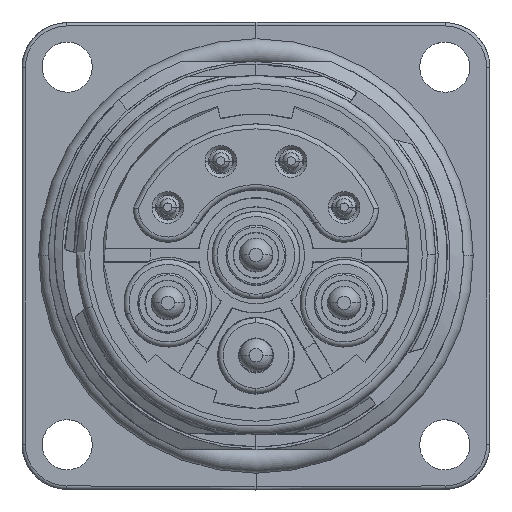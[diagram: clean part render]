
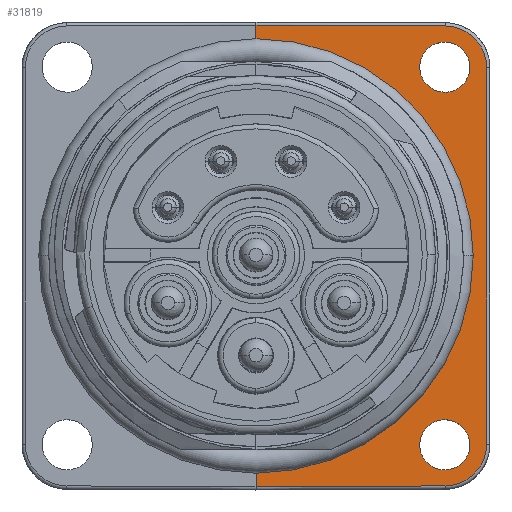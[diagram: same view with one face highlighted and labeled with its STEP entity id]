
A CAD part, top view. The second image highlights one B-rep face of the part: STEP entity #31819.
In plain terms, the highlighted planar face has unit normal (0.004, 0, 1).
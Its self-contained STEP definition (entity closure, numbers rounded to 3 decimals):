
#10648=CARTESIAN_POINT('',(0.,11.8,
16.8));
#10722=DIRECTION('',(-1.,-0.003,0.003));
#10723=VECTOR('',#10722,11.309);
#10724=CARTESIAN_POINT('',(11.309,-13.761,
16.761));
#10725=LINE('',#10724,#10723);
#10726=DIRECTION('',(0.,1.,0.));
#10727=VECTOR('',#10726,2.);
#10728=CARTESIAN_POINT('',(0.,-13.8,
16.8));
#10729=LINE('',#10728,#10727);
#10730=CARTESIAN_POINT('',(0.,-11.8,
16.8));
#10731=CARTESIAN_POINT('',(1.543,-11.8,
16.795));
#10732=CARTESIAN_POINT('',(4.634,-11.185,
16.784));
#10733=CARTESIAN_POINT('',(8.56,-8.561,
16.77));
#10734=CARTESIAN_POINT('',(11.185,-4.633,
16.761));
#10735=CARTESIAN_POINT('',(12.107,0.,
16.758));
#10736=CARTESIAN_POINT('',(11.185,4.633,16.761));
#10737=CARTESIAN_POINT('',(8.56,8.561,16.77));
#10738=CARTESIAN_POINT('',(4.633,11.185,16.784));
#10739=CARTESIAN_POINT('',(1.543,11.8,16.795));
#10740=CARTESIAN_POINT('',(0.,11.8,
16.8));
#10742=DIRECTION('',(0.,1.,0.));
#10743=VECTOR('',#10742,2.);
#10744=CARTESIAN_POINT('',(0.,11.8,
16.8));
#10745=LINE('',#10744,#10743);
#10746=DIRECTION('',(1.,-0.003,-0.003));
#10747=VECTOR('',#10746,11.31);
#10748=CARTESIAN_POINT('',(0.,13.8,
16.8));
#10749=LINE('',#10748,#10747);
#10750=CARTESIAN_POINT('',(11.301,11.261,16.761));
#10751=DIRECTION('',(-0.003,0.,-1.));
#10752=DIRECTION('',(0.004,1.,0.));
#10753=AXIS2_PLACEMENT_3D('',#10750,#10751,#10752);
#10755=CARTESIAN_POINT('',(11.301,-11.261,
16.761));
#10756=DIRECTION('',(-0.003,0.,-1.));
#10757=DIRECTION('',(1.,0.,-0.003));
#10758=AXIS2_PLACEMENT_3D('',#10755,#10756,#10757);
#11114=DIRECTION('',(0.,1.,0.));
#11115=VECTOR('',#11114,22.521);
#11116=CARTESIAN_POINT('',(13.801,-11.261,
16.752));
#11117=LINE('',#11116,#11115);
#14397=CARTESIAN_POINT('',(11.3,-12.8,16.761));
#14398=CARTESIAN_POINT('',(11.123,-12.8,16.761));
#14399=CARTESIAN_POINT('',(10.741,-12.736,
16.763));
#14400=CARTESIAN_POINT('',(10.208,-12.393,
16.764));
#14401=CARTESIAN_POINT('',(9.864,-11.855,
16.766));
#14402=CARTESIAN_POINT('',(9.768,-11.3,16.766));
#14403=CARTESIAN_POINT('',(9.864,-10.745,
16.766));
#14404=CARTESIAN_POINT('',(10.208,-10.207,
16.764));
#14405=CARTESIAN_POINT('',(10.741,-9.864,
16.763));
#14406=CARTESIAN_POINT('',(11.123,-9.8,16.761));
#14407=CARTESIAN_POINT('',(11.3,-9.8,16.761));
#14413=CARTESIAN_POINT('',(11.3,-9.8,16.761));
#14414=CARTESIAN_POINT('',(11.477,-9.8,16.76));
#14415=CARTESIAN_POINT('',(11.859,-9.864,
16.759));
#14416=CARTESIAN_POINT('',(12.392,-10.207,
16.757));
#14417=CARTESIAN_POINT('',(12.736,-10.745,16.756));
#14418=CARTESIAN_POINT('',(12.832,-11.3,16.755));
#14419=CARTESIAN_POINT('',(12.736,-11.855,16.756));
#14420=CARTESIAN_POINT('',(12.392,-12.393,
16.757));
#14421=CARTESIAN_POINT('',(11.859,-12.736,
16.759));
#14422=CARTESIAN_POINT('',(11.477,-12.8,16.76));
#14423=CARTESIAN_POINT('',(11.3,-12.8,16.761));
#14429=CARTESIAN_POINT('',(11.3,9.8,16.761));
#14430=CARTESIAN_POINT('',(11.123,9.8,16.761));
#14431=CARTESIAN_POINT('',(10.741,9.864,16.763));
#14432=CARTESIAN_POINT('',(10.208,10.207,16.764));
#14433=CARTESIAN_POINT('',(9.864,10.745,16.766));
#14434=CARTESIAN_POINT('',(9.768,11.3,16.766));
#14435=CARTESIAN_POINT('',(9.864,11.855,16.766));
#14436=CARTESIAN_POINT('',(10.208,12.393,16.764));
#14437=CARTESIAN_POINT('',(10.741,12.736,16.763));
#14438=CARTESIAN_POINT('',(11.123,12.8,16.761));
#14439=CARTESIAN_POINT('',(11.3,12.8,16.761));
#14445=CARTESIAN_POINT('',(11.3,12.8,16.761));
#14446=CARTESIAN_POINT('',(11.477,12.8,16.76));
#14447=CARTESIAN_POINT('',(11.859,12.736,16.759));
#14448=CARTESIAN_POINT('',(12.392,12.393,16.757));
#14449=CARTESIAN_POINT('',(12.736,11.855,16.756));
#14450=CARTESIAN_POINT('',(12.832,11.3,16.755));
#14451=CARTESIAN_POINT('',(12.736,10.745,16.756));
#14452=CARTESIAN_POINT('',(12.392,10.207,16.757));
#14453=CARTESIAN_POINT('',(11.859,9.864,16.759));
#14454=CARTESIAN_POINT('',(11.477,9.8,16.76));
#14455=CARTESIAN_POINT('',(11.3,9.8,16.761));
#16724=VERTEX_POINT('',#10648);
#16725=VERTEX_POINT('',#10730);
#16730=CARTESIAN_POINT('',(0.,13.8,
16.8));
#16731=VERTEX_POINT('',#16730);
#16732=CARTESIAN_POINT('',(0.,-13.8,
16.8));
#16733=VERTEX_POINT('',#16732);
#16750=CARTESIAN_POINT('',(11.309,-13.761,
16.761));
#16751=VERTEX_POINT('',#16750);
#16754=CARTESIAN_POINT('',(11.309,13.761,16.761));
#16755=VERTEX_POINT('',#16754);
#16756=CARTESIAN_POINT('',(13.801,11.26,16.752));
#16757=VERTEX_POINT('',#16756);
#16758=CARTESIAN_POINT('',(13.801,-11.261,
16.752));
#16759=VERTEX_POINT('',#16758);
#16760=VERTEX_POINT('',#14397);
#16761=VERTEX_POINT('',#14407);
#16762=VERTEX_POINT('',#14429);
#16763=VERTEX_POINT('',#14439);
#31788=CARTESIAN_POINT('',(0.,14.,16.8));
#31789=DIRECTION('',(0.003,0.,1.));
#31790=DIRECTION('',(0.,-1.,0.));
#31791=AXIS2_PLACEMENT_3D('',#31788,#31789,#31790);
#31792=PLANE('',#31791);
#31793=ORIENTED_EDGE('',*,*,#31778,.T.);
#31794=ORIENTED_EDGE('',*,*,#31693,.T.);
#31795=ORIENTED_EDGE('',*,*,#31577,.T.);
#31796=ORIENTED_EDGE('',*,*,#31690,.T.);
#31798=ORIENTED_EDGE('',*,*,#31797,.T.);
#31800=ORIENTED_EDGE('',*,*,#31799,.T.);
#31802=ORIENTED_EDGE('',*,*,#31801,.F.);
#31804=ORIENTED_EDGE('',*,*,#31803,.T.);
#31805=EDGE_LOOP('',(#31793,#31794,#31795,#31796,#31798,#31800,#31802,#31804));
#31806=FACE_OUTER_BOUND('',#31805,.F.);
#31808=ORIENTED_EDGE('',*,*,#31807,.F.);
#31810=ORIENTED_EDGE('',*,*,#31809,.F.);
#31811=EDGE_LOOP('',(#31808,#31810));
#31812=FACE_BOUND('',#31811,.F.);
#31814=ORIENTED_EDGE('',*,*,#31813,.F.);
#31816=ORIENTED_EDGE('',*,*,#31815,.F.);
#31817=EDGE_LOOP('',(#31814,#31816));
#31818=FACE_BOUND('',#31817,.F.);
#31819=ADVANCED_FACE('',(#31806,#31812,#31818),#31792,.T.);
#10741=B_SPLINE_CURVE_WITH_KNOTS('',3,(#10730,#10731,#10732,#10733,#10734,
#10735,#10736,#10737,#10738,#10739,#10740),.UNSPECIFIED.,.F.,.F.,(4,1,1,1,1,1,1,
1,4),(0.,0.125,0.25,0.375,0.5,0.625,0.75,0.875,1.),
.UNSPECIFIED.);
#10754=CIRCLE('',#10753,2.5);
#10759=CIRCLE('',#10758,2.5);
#14408=B_SPLINE_CURVE_WITH_KNOTS('',3,(#14397,#14398,#14399,#14400,#14401,
#14402,#14403,#14404,#14405,#14406,#14407),.UNSPECIFIED.,.F.,.F.,(4,1,1,1,1,1,1,
1,4),(0.,0.125,0.25,0.375,0.5,0.625,0.75,0.875,1.),
.UNSPECIFIED.);
#14424=B_SPLINE_CURVE_WITH_KNOTS('',3,(#14413,#14414,#14415,#14416,#14417,
#14418,#14419,#14420,#14421,#14422,#14423),.UNSPECIFIED.,.F.,.F.,(4,1,1,1,1,1,1,
1,4),(0.,0.125,0.25,0.375,0.5,0.625,0.75,0.875,1.),
.UNSPECIFIED.);
#14440=B_SPLINE_CURVE_WITH_KNOTS('',3,(#14429,#14430,#14431,#14432,#14433,
#14434,#14435,#14436,#14437,#14438,#14439),.UNSPECIFIED.,.F.,.F.,(4,1,1,1,1,1,1,
1,4),(0.,0.125,0.25,0.375,0.5,0.625,0.75,0.875,1.),
.UNSPECIFIED.);
#14456=B_SPLINE_CURVE_WITH_KNOTS('',3,(#14445,#14446,#14447,#14448,#14449,
#14450,#14451,#14452,#14453,#14454,#14455),.UNSPECIFIED.,.F.,.F.,(4,1,1,1,1,1,1,
1,4),(0.,0.125,0.25,0.375,0.5,0.625,0.75,0.875,1.),
.UNSPECIFIED.);
#31577=EDGE_CURVE('',#16725,#16724,#10741,.T.);
#31690=EDGE_CURVE('',#16724,#16731,#10745,.T.);
#31693=EDGE_CURVE('',#16733,#16725,#10729,.T.);
#31778=EDGE_CURVE('',#16751,#16733,#10725,.T.);
#31797=EDGE_CURVE('',#16731,#16755,#10749,.T.);
#31799=EDGE_CURVE('',#16755,#16757,#10754,.T.);
#31801=EDGE_CURVE('',#16759,#16757,#11117,.T.);
#31803=EDGE_CURVE('',#16759,#16751,#10759,.T.);
#31807=EDGE_CURVE('',#16760,#16761,#14408,.T.);
#31809=EDGE_CURVE('',#16761,#16760,#14424,.T.);
#31813=EDGE_CURVE('',#16762,#16763,#14440,.T.);
#31815=EDGE_CURVE('',#16763,#16762,#14456,.T.);
